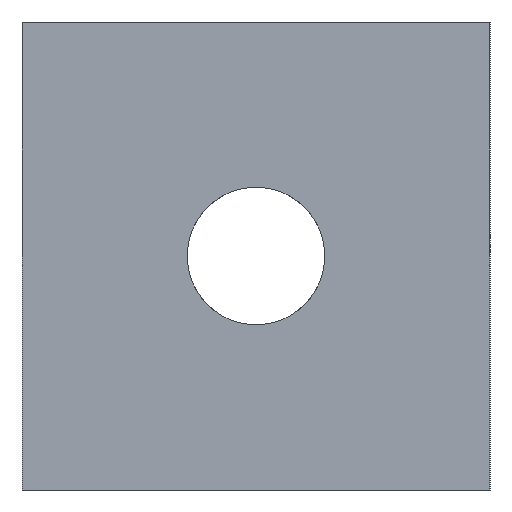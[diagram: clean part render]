
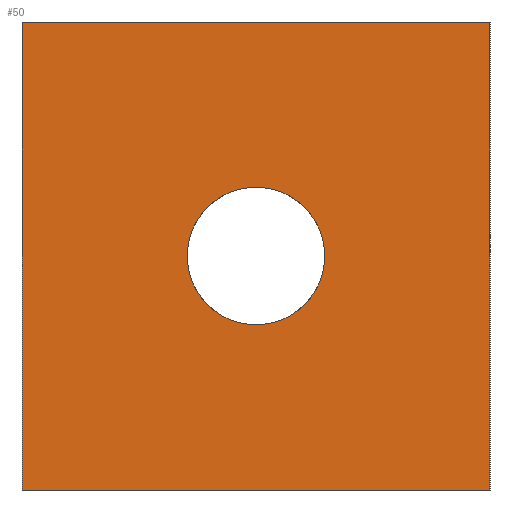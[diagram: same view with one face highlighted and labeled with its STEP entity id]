
A CAD part, left-side view. The second image highlights one B-rep face of the part: STEP entity #50.
In plain terms, the highlighted planar face has unit normal (-1, 0, 0).
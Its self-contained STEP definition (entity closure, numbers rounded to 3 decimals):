
#5 = LINE ( 'NONE', #434, #112 ) ;
#7 = VECTOR ( 'NONE', #149, 1000. ) ;
#14 = EDGE_LOOP ( 'NONE', ( #429, #384 ) ) ;
#22 = VERTEX_POINT ( 'NONE', #314 ) ;
#25 = FACE_OUTER_BOUND ( 'NONE', #67, .T. ) ;
#42 = CARTESIAN_POINT ( 'NONE',  ( -20., 8.5, 0. ) ) ;
#50 = ADVANCED_FACE ( 'NONE', ( #414, #25 ), #551, .F. ) ;
#62 = LINE ( 'NONE', #235, #552 ) ;
#63 = VERTEX_POINT ( 'NONE', #403 ) ;
#65 = AXIS2_PLACEMENT_3D ( 'NONE', #193, #356, #542 ) ;
#67 = EDGE_LOOP ( 'NONE', ( #525, #278, #287, #173 ) ) ;
#69 = EDGE_CURVE ( 'NONE', #229, #63, #506, .T. ) ;
#72 = EDGE_CURVE ( 'NONE', #475, #85, #141, .T. ) ;
#80 = CARTESIAN_POINT ( 'NONE',  ( -20., 0., -8.5 ) ) ;
#85 = VERTEX_POINT ( 'NONE', #312 ) ;
#91 = AXIS2_PLACEMENT_3D ( 'NONE', #273, #275, #448 ) ;
#108 = CARTESIAN_POINT ( 'NONE',  ( -20., 17., 8.5 ) ) ;
#112 = VECTOR ( 'NONE', #348, 1000. ) ;
#141 = LINE ( 'NONE', #108, #158 ) ;
#149 = DIRECTION ( 'NONE',  ( 0., -1., 0. ) ) ;
#150 = EDGE_CURVE ( 'NONE', #22, #500, #357, .T. ) ;
#155 = EDGE_CURVE ( 'NONE', #500, #85, #62, .T. ) ;
#158 = VECTOR ( 'NONE', #199, 1000. ) ;
#173 = ORIENTED_EDGE ( 'NONE', *, *, #150, .T. ) ;
#184 = EDGE_CURVE ( 'NONE', #22, #475, #5, .T. ) ;
#193 = CARTESIAN_POINT ( 'NONE',  ( -20., 8.5, 0. ) ) ;
#199 = DIRECTION ( 'NONE',  ( 0., -1., 0. ) ) ;
#210 = CIRCLE ( 'NONE', #350, 2.5 ) ;
#229 = VERTEX_POINT ( 'NONE', #340 ) ;
#235 = CARTESIAN_POINT ( 'NONE',  ( -20., 0., 8.5 ) ) ;
#273 = CARTESIAN_POINT ( 'NONE',  ( -20., 17., 8.5 ) ) ;
#275 = DIRECTION ( 'NONE',  ( 1., 0., 0. ) ) ;
#278 = ORIENTED_EDGE ( 'NONE', *, *, #72, .F. ) ;
#287 = ORIENTED_EDGE ( 'NONE', *, *, #184, .F. ) ;
#312 = CARTESIAN_POINT ( 'NONE',  ( -20., 0., 8.5 ) ) ;
#314 = CARTESIAN_POINT ( 'NONE',  ( -20., 17., -8.5 ) ) ;
#340 = CARTESIAN_POINT ( 'NONE',  ( -20., 8.5, -2.5 ) ) ;
#348 = DIRECTION ( 'NONE',  ( 0., 0., 1. ) ) ;
#350 = AXIS2_PLACEMENT_3D ( 'NONE', #42, #474, #516 ) ;
#356 = DIRECTION ( 'NONE',  ( 1., 0., 0. ) ) ;
#357 = LINE ( 'NONE', #543, #7 ) ;
#384 = ORIENTED_EDGE ( 'NONE', *, *, #456, .T. ) ;
#403 = CARTESIAN_POINT ( 'NONE',  ( -20., 8.5, 2.5 ) ) ;
#407 = DIRECTION ( 'NONE',  ( 0., 0., 1. ) ) ;
#414 = FACE_BOUND ( 'NONE', #14, .T. ) ;
#429 = ORIENTED_EDGE ( 'NONE', *, *, #69, .T. ) ;
#434 = CARTESIAN_POINT ( 'NONE',  ( -20., 17., 8.5 ) ) ;
#448 = DIRECTION ( 'NONE',  ( 0., 0., -1. ) ) ;
#456 = EDGE_CURVE ( 'NONE', #63, #229, #210, .T. ) ;
#474 = DIRECTION ( 'NONE',  ( 1., 0., 0. ) ) ;
#475 = VERTEX_POINT ( 'NONE', #567 ) ;
#500 = VERTEX_POINT ( 'NONE', #80 ) ;
#506 = CIRCLE ( 'NONE', #65, 2.5 ) ;
#516 = DIRECTION ( 'NONE',  ( 0., 0., -1. ) ) ;
#525 = ORIENTED_EDGE ( 'NONE', *, *, #155, .T. ) ;
#542 = DIRECTION ( 'NONE',  ( 0., 0., -1. ) ) ;
#543 = CARTESIAN_POINT ( 'NONE',  ( -20., 17., -8.5 ) ) ;
#551 = PLANE ( 'NONE',  #91 ) ;
#552 = VECTOR ( 'NONE', #407, 1000. ) ;
#567 = CARTESIAN_POINT ( 'NONE',  ( -20., 17., 8.5 ) ) ;
